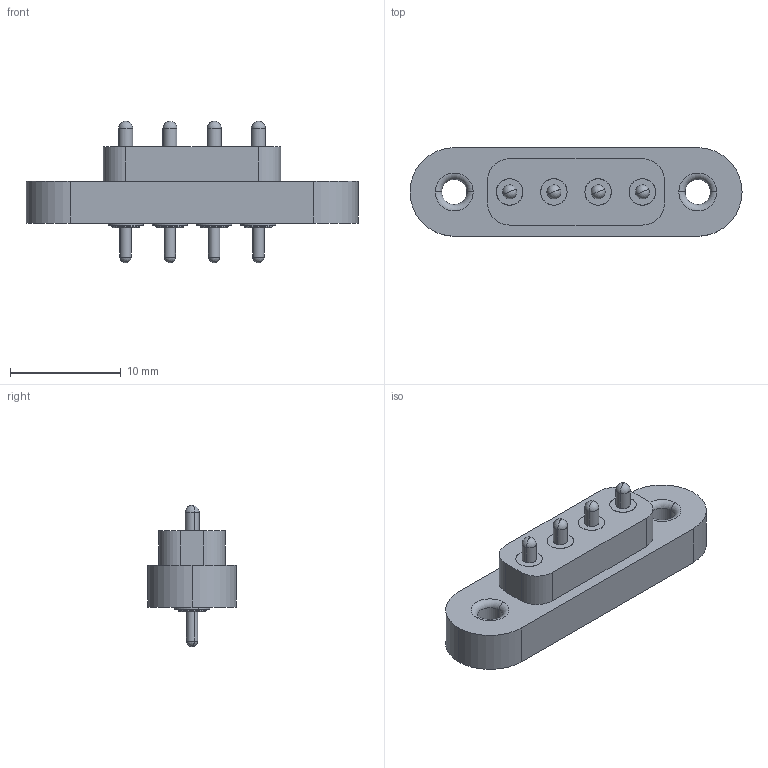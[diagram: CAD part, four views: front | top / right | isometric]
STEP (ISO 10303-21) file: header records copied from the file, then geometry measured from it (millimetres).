
FILE_DESCRIPTION (( 'STEP AP214' ), '1' );
FILE_NAME ('UEBK-30330.STEP', '2020-08-19T11:16:11', ( '' ), ( '' ), 'SwSTEP 2.0', 'SolidWorks 2020', '' );
FILE_SCHEMA (( 'AUTOMOTIVE_DESIGN' ));
Length unit declared in the file: millimetre
Products named in the file (3): UEBK-30330-Pin; UEBK-30330; UEBK-30330-Gehäuse
Assembly tree (5 placements, depth 2):
  UEBK-30330
    UEBK-30330-Gehäuse
    UEBK-30330-Pin  x4
Bounding box: 30 x 8 x 12.78 mm (x, y, z)
Volume: 1151 mm3; surface area: 1409.1 mm2
Topology: 5 solids, 5 shells, 172 faces, 395 edges, 242 vertices
Faces by surface type: cylinder 91, plane 33, cone 24, sphere 16, torus 8
Entity records: 2287 total; most frequent: DIRECTION 413, CARTESIAN_POINT 337, ORIENTED_EDGE 318, AXIS2_PLACEMENT_3D 176, EDGE_CURVE 159, VERTEX_POINT 100, CIRCLE 98, EDGE_LOOP 89
